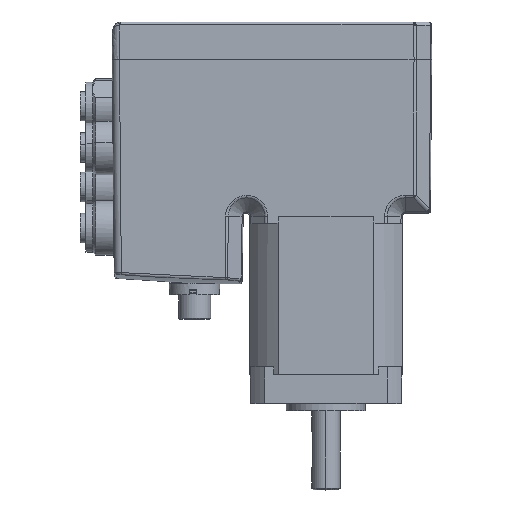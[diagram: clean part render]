
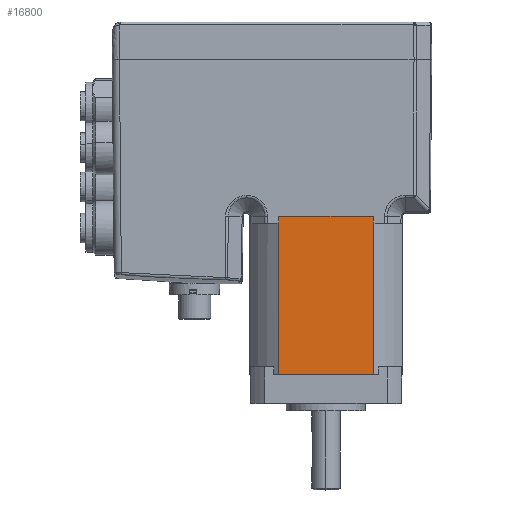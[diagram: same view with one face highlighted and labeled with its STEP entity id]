
A CAD part, top view. The second image highlights one B-rep face of the part: STEP entity #16800.
In plain terms, the highlighted planar face has unit normal (0, 0, 1).
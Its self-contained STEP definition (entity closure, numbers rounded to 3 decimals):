
#130 = ORIENTED_EDGE ( 'NONE', *, *, #6475, .F. ) ;
#772 = B_SPLINE_CURVE_WITH_KNOTS ( 'NONE', 3,
 ( #5294, #24789, #4945, #27349 ),
 .UNSPECIFIED., .F., .F.,
 ( 4, 4 ),
 ( 0., 1. ),
 .UNSPECIFIED. ) ;
#845 = CARTESIAN_POINT ( 'NONE',  ( -13.179, -44., 21.15 ) ) ;
#2257 = CARTESIAN_POINT ( 'NONE',  ( 13.188, -1.603, 21.144 ) ) ;
#3036 = B_SPLINE_CURVE_WITH_KNOTS ( 'NONE', 3,
 ( #32123, #26774, #10180, #7064 ),
 .UNSPECIFIED., .F., .F.,
 ( 4, 4 ),
 ( 0.036, 1. ),
 .UNSPECIFIED. ) ;
#3504 = ORIENTED_EDGE ( 'NONE', *, *, #3566, .F. ) ;
#3566 = EDGE_CURVE ( 'NONE', #10191, #24612, #25297, .T. ) ;
#3710 = CARTESIAN_POINT ( 'NONE',  ( 13.179, -44., 21.15 ) ) ;
#3944 = EDGE_LOOP ( 'NONE', ( #30271, #3504, #6246, #19792, #130, #30804 ) ) ;
#4007 = CARTESIAN_POINT ( 'NONE',  ( -13.174, 0., 21.15 ) ) ;
#4536 = B_SPLINE_CURVE_WITH_KNOTS ( 'NONE', 3,
 ( #7403, #24476, #35411, #4864 ),
 .UNSPECIFIED., .F., .F.,
 ( 4, 4 ),
 ( 0.964, 1. ),
 .UNSPECIFIED. ) ;
#4864 = CARTESIAN_POINT ( 'NONE',  ( 13.174, 0., 21.15 ) ) ;
#4945 = CARTESIAN_POINT ( 'NONE',  ( -13.177, -0.533, 21.145 ) ) ;
#5264 = CARTESIAN_POINT ( 'NONE',  ( -13.188, -1.603, 21.144 ) ) ;
#5294 = CARTESIAN_POINT ( 'NONE',  ( -13.188, -1.603, 21.144 ) ) ;
#6057 = CARTESIAN_POINT ( 'NONE',  ( 13.179, -29.868, 21.15 ) ) ;
#6246 = ORIENTED_EDGE ( 'NONE', *, *, #13866, .T. ) ;
#6344 = VERTEX_POINT ( 'NONE', #20911 ) ;
#6475 = EDGE_CURVE ( 'NONE', #20721, #6344, #772, .T. ) ;
#7064 = CARTESIAN_POINT ( 'NONE',  ( -13.179, -44., 21.15 ) ) ;
#7403 = CARTESIAN_POINT ( 'NONE',  ( 13.188, -1.603, 21.144 ) ) ;
#8818 = CARTESIAN_POINT ( 'NONE',  ( 13.179, -15.736, 21.15 ) ) ;
#9889 = DIRECTION ( 'NONE',  ( 0., 0., 1. ) ) ;
#10180 = CARTESIAN_POINT ( 'NONE',  ( -13.179, -29.868, 21.15 ) ) ;
#10191 = VERTEX_POINT ( 'NONE', #2257 ) ;
#10428 = EDGE_CURVE ( 'NONE', #24612, #21651, #11716, .T. ) ;
#11716 = LINE ( 'NONE', #19845, #19554 ) ;
#12590 = B_SPLINE_CURVE_WITH_KNOTS ( 'NONE', 3,
 ( #4007, #34728, #26554, #29113 ),
 .UNSPECIFIED., .F., .F.,
 ( 4, 4 ),
 ( 0., 1. ),
 .UNSPECIFIED. ) ;
#13866 = EDGE_CURVE ( 'NONE', #10191, #16550, #4536, .T. ) ;
#14311 = CARTESIAN_POINT ( 'NONE',  ( 13.179, -44., 21.15 ) ) ;
#14562 = CARTESIAN_POINT ( 'NONE',  ( 13.174, 0., 21.15 ) ) ;
#16550 = VERTEX_POINT ( 'NONE', #14562 ) ;
#16719 = FACE_OUTER_BOUND ( 'NONE', #3944, .T. ) ;
#16800 = ADVANCED_FACE ( 'NONE', ( #16719 ), #26479, .T. ) ;
#17921 = AXIS2_PLACEMENT_3D ( 'NONE', #26593, #9889, #21121 ) ;
#19554 = VECTOR ( 'NONE', #31014, 1000. ) ;
#19792 = ORIENTED_EDGE ( 'NONE', *, *, #22977, .F. ) ;
#19845 = CARTESIAN_POINT ( 'NONE',  ( 13.179, -44., 21.15 ) ) ;
#20721 = VERTEX_POINT ( 'NONE', #5264 ) ;
#20911 = CARTESIAN_POINT ( 'NONE',  ( -13.174, 0., 21.15 ) ) ;
#21121 = DIRECTION ( 'NONE',  ( -1., 0., 0. ) ) ;
#21651 = VERTEX_POINT ( 'NONE', #845 ) ;
#22977 = EDGE_CURVE ( 'NONE', #6344, #16550, #12590, .T. ) ;
#24476 = CARTESIAN_POINT ( 'NONE',  ( 13.179, -1.07, 21.15 ) ) ;
#24612 = VERTEX_POINT ( 'NONE', #3710 ) ;
#24789 = CARTESIAN_POINT ( 'NONE',  ( -13.184, -1.067, 21.141 ) ) ;
#25297 = B_SPLINE_CURVE_WITH_KNOTS ( 'NONE', 3,
 ( #33828, #8818, #6057, #14311 ),
 .UNSPECIFIED., .F., .F.,
 ( 4, 4 ),
 ( 0.036, 1. ),
 .UNSPECIFIED. ) ;
#26479 = PLANE ( 'NONE',  #17921 ) ;
#26554 = CARTESIAN_POINT ( 'NONE',  ( 4.39, 0., 21.15 ) ) ;
#26593 = CARTESIAN_POINT ( 'NONE',  ( 13.179, 0., 21.15 ) ) ;
#26774 = CARTESIAN_POINT ( 'NONE',  ( -13.179, -15.736, 21.15 ) ) ;
#27349 = CARTESIAN_POINT ( 'NONE',  ( -13.174, 0., 21.15 ) ) ;
#29113 = CARTESIAN_POINT ( 'NONE',  ( 13.174, 0., 21.15 ) ) ;
#30271 = ORIENTED_EDGE ( 'NONE', *, *, #10428, .F. ) ;
#30804 = ORIENTED_EDGE ( 'NONE', *, *, #32361, .T. ) ;
#31014 = DIRECTION ( 'NONE',  ( -1., 0., 0. ) ) ;
#32123 = CARTESIAN_POINT ( 'NONE',  ( -13.188, -1.603, 21.144 ) ) ;
#32361 = EDGE_CURVE ( 'NONE', #20721, #21651, #3036, .T. ) ;
#33828 = CARTESIAN_POINT ( 'NONE',  ( 13.188, -1.603, 21.144 ) ) ;
#34728 = CARTESIAN_POINT ( 'NONE',  ( -4.39, 0., 21.15 ) ) ;
#35411 = CARTESIAN_POINT ( 'NONE',  ( 13.179, -0.535, 21.15 ) ) ;
